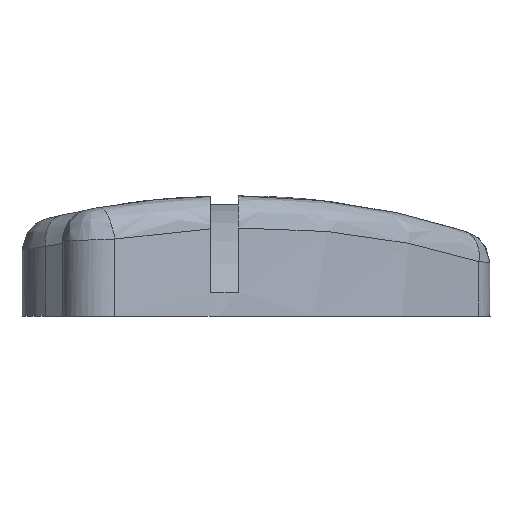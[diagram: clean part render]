
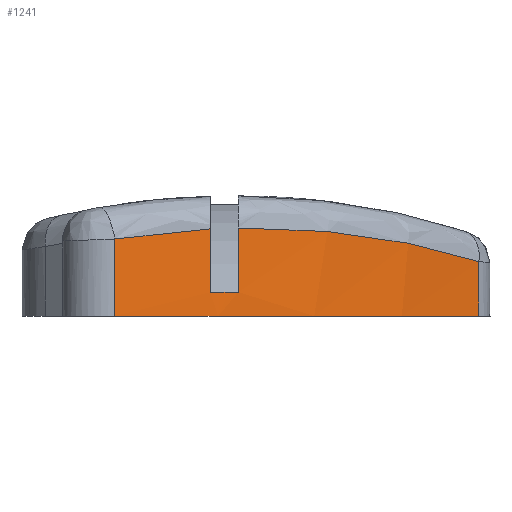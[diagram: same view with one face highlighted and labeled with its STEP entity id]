
A CAD part, left-side view. The second image highlights one B-rep face of the part: STEP entity #1241.
In plain terms, the highlighted cylindrical face has radius 100 mm (diameter 200 mm), a partial arc.
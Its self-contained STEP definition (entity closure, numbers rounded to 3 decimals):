
#52=B_SPLINE_CURVE_WITH_KNOTS('',3,(#1996,#1997,#1998,#1999,#2000,#2001),
 .UNSPECIFIED.,.F.,.F.,(4,1,1,4),(1.614,2.684,3.755,
5.36),.UNSPECIFIED.);
#55=B_SPLINE_CURVE_WITH_KNOTS('',3,(#2041,#2042,#2043,#2044),
 .UNSPECIFIED.,.F.,.F.,(4,4),(0.,1.239),.UNSPECIFIED.);
#102=CYLINDRICAL_SURFACE('',#1341,100.);
#128=CIRCLE('',#1260,100.);
#145=CIRCLE('',#1307,100.);
#235=FACE_OUTER_BOUND('',#325,.T.);
#325=EDGE_LOOP('',(#1122,#1123,#1124,#1125,#1126,#1127,#1128,#1129));
#385=LINE('',#1868,#470);
#394=LINE('',#1920,#479);
#407=LINE('',#2760,#492);
#412=LINE('',#2770,#497);
#470=VECTOR('',#1513,7.884);
#479=VECTOR('',#1538,7.99);
#492=VECTOR('',#1607,6.809);
#497=VECTOR('',#1622,9.613);
#520=VERTEX_POINT('',#1684);
#521=VERTEX_POINT('',#1686);
#562=VERTEX_POINT('',#1866);
#563=VERTEX_POINT('',#1867);
#573=VERTEX_POINT('',#1915);
#574=VERTEX_POINT('',#1919);
#580=VERTEX_POINT('',#1995);
#583=VERTEX_POINT('',#2039);
#638=EDGE_CURVE('',#521,#520,#128,.T.);
#696=EDGE_CURVE('',#562,#563,#385,.T.);
#709=EDGE_CURVE('',#573,#562,#145,.T.);
#711=EDGE_CURVE('',#574,#573,#394,.T.);
#720=EDGE_CURVE('',#574,#580,#52,.T.);
#725=EDGE_CURVE('',#583,#563,#55,.T.);
#780=EDGE_CURVE('',#520,#580,#407,.T.);
#785=EDGE_CURVE('',#521,#583,#412,.T.);
#1122=ORIENTED_EDGE('',*,*,#696,.T.);
#1123=ORIENTED_EDGE('',*,*,#725,.F.);
#1124=ORIENTED_EDGE('',*,*,#785,.F.);
#1125=ORIENTED_EDGE('',*,*,#638,.T.);
#1126=ORIENTED_EDGE('',*,*,#780,.T.);
#1127=ORIENTED_EDGE('',*,*,#720,.F.);
#1128=ORIENTED_EDGE('',*,*,#711,.T.);
#1129=ORIENTED_EDGE('',*,*,#709,.T.);
#1241=ADVANCED_FACE('',(#235),#102,.T.);
#1260=AXIS2_PLACEMENT_3D('',#1687,#1395,#1396);
#1307=AXIS2_PLACEMENT_3D('',#1916,#1533,#1534);
#1341=AXIS2_PLACEMENT_3D('',#2769,#1620,#1621);
#1395=DIRECTION('center_axis',(0.,0.,1.));
#1396=DIRECTION('ref_axis',(-0.949,-0.316,0.));
#1513=DIRECTION('',(0.,0.,1.));
#1533=DIRECTION('center_axis',(0.,0.,-1.));
#1534=DIRECTION('ref_axis',(-0.949,-0.316,0.));
#1538=DIRECTION('',(0.,0.,-1.));
#1607=DIRECTION('',(0.,0.,1.));
#1620=DIRECTION('center_axis',(0.,0.,1.));
#1621=DIRECTION('ref_axis',(-0.949,-0.316,0.));
#1622=DIRECTION('',(0.,0.,1.));
#1684=CARTESIAN_POINT('',(-63.83,-76.979,0.));
#1686=CARTESIAN_POINT('',(-94.883,-31.579,0.));
#1687=CARTESIAN_POINT('Origin',(0.,0.,0.));
#1866=CARTESIAN_POINT('',(-90.043,-43.5,3.));
#1867=CARTESIAN_POINT('',(-90.043,-43.5,10.884));
#1868=CARTESIAN_POINT('',(-90.043,-43.5,0.));
#1915=CARTESIAN_POINT('',(-88.267,-47.,3.));
#1916=CARTESIAN_POINT('Origin',(0.,0.,3.));
#1919=CARTESIAN_POINT('',(-88.267,-47.,10.99));
#1920=CARTESIAN_POINT('',(-88.267,-47.,0.));
#1995=CARTESIAN_POINT('',(-63.83,-76.979,6.809));
#1996=CARTESIAN_POINT('Ctrl Pts',(-88.267,-47.,10.99));
#1997=CARTESIAN_POINT('Ctrl Pts',(-86.514,-50.292,11.035));
#1998=CARTESIAN_POINT('Ctrl Pts',(-82.656,-56.654,10.816));
#1999=CARTESIAN_POINT('Ctrl Pts',(-74.664,-67.021,9.519));
#2000=CARTESIAN_POINT('Ctrl Pts',(-68.027,-73.499,7.922));
#2001=CARTESIAN_POINT('Ctrl Pts',(-63.83,-76.979,6.809));
#2039=CARTESIAN_POINT('',(-94.883,-31.579,9.613));
#2041=CARTESIAN_POINT('Ctrl Pts',(-94.883,-31.579,9.613));
#2042=CARTESIAN_POINT('Ctrl Pts',(-93.543,-35.605,10.293));
#2043=CARTESIAN_POINT('Ctrl Pts',(-91.921,-39.611,10.7));
#2044=CARTESIAN_POINT('Ctrl Pts',(-90.043,-43.5,10.884));
#2760=CARTESIAN_POINT('',(-63.83,-76.979,0.));
#2769=CARTESIAN_POINT('Origin',(0.,0.,0.));
#2770=CARTESIAN_POINT('',(-94.883,-31.579,0.));
